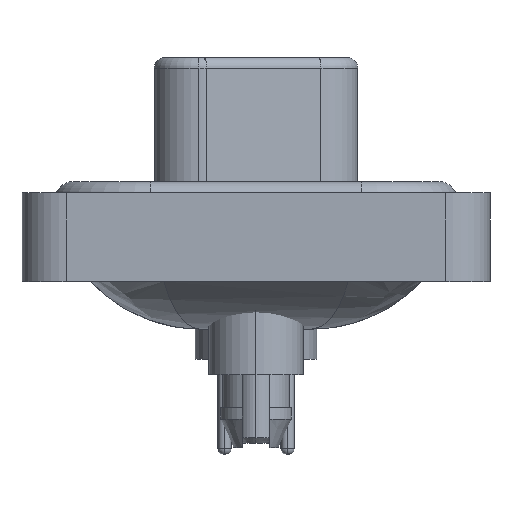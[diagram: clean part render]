
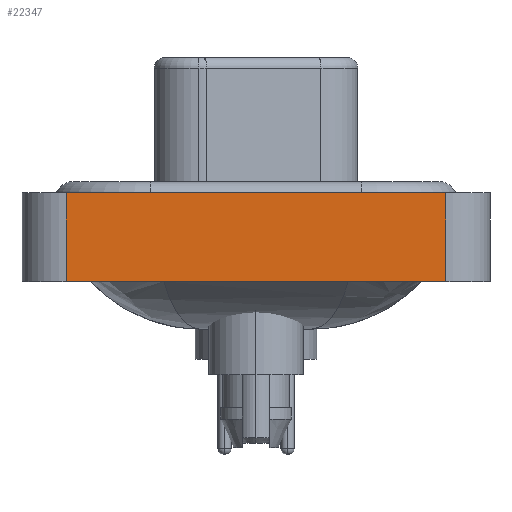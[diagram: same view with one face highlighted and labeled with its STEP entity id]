
A CAD part, left-side view. The second image highlights one B-rep face of the part: STEP entity #22347.
In plain terms, the highlighted planar face has unit normal (-1, 0, 0).
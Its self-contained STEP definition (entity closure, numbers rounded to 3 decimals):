
#1422 = AXIS2_PLACEMENT_3D ( 'NONE', #13217, #18908, #7898 ) ;
#1663 = CARTESIAN_POINT ( 'NONE',  ( -7.35, -8.55, -3.6 ) ) ;
#2289 = CARTESIAN_POINT ( 'NONE',  ( -7.35, 8.55, 0.4 ) ) ;
#2627 = VERTEX_POINT ( 'NONE', #12622 ) ;
#3958 = DIRECTION ( 'NONE',  ( 0., -1., 0. ) ) ;
#4038 = PLANE ( 'NONE',  #1422 ) ;
#4283 = FACE_OUTER_BOUND ( 'NONE', #4824, .T. ) ;
#4315 = LINE ( 'NONE', #13618, #13995 ) ;
#4675 = EDGE_CURVE ( 'NONE', #10903, #17243, #4315, .T. ) ;
#4824 = EDGE_LOOP ( 'NONE', ( #8023, #14028, #15945, #10837 ) ) ;
#5487 = DIRECTION ( 'NONE',  ( 0., 0., 1. ) ) ;
#7259 = EDGE_CURVE ( 'NONE', #16684, #2627, #10839, .T. ) ;
#7898 = DIRECTION ( 'NONE',  ( 0., 0., 1. ) ) ;
#8023 = ORIENTED_EDGE ( 'NONE', *, *, #17001, .T. ) ;
#9223 = CARTESIAN_POINT ( 'NONE',  ( -7.35, -8.55, -3.6 ) ) ;
#9375 = VECTOR ( 'NONE', #9487, 1000. ) ;
#9487 = DIRECTION ( 'NONE',  ( 0., 0., 1. ) ) ;
#10837 = ORIENTED_EDGE ( 'NONE', *, *, #7259, .T. ) ;
#10839 = LINE ( 'NONE', #1663, #15659 ) ;
#10903 = VERTEX_POINT ( 'NONE', #2289 ) ;
#12622 = CARTESIAN_POINT ( 'NONE',  ( -7.35, -8.55, -3.6 ) ) ;
#13217 = CARTESIAN_POINT ( 'NONE',  ( -7.35, -8.55, -3.6 ) ) ;
#13618 = CARTESIAN_POINT ( 'NONE',  ( -7.35, -8.55, 0.4 ) ) ;
#13722 = LINE ( 'NONE', #9223, #15873 ) ;
#13995 = VECTOR ( 'NONE', #19168, 1000. ) ;
#14028 = ORIENTED_EDGE ( 'NONE', *, *, #4675, .F. ) ;
#15659 = VECTOR ( 'NONE', #3958, 1000. ) ;
#15873 = VECTOR ( 'NONE', #5487, 1000. ) ;
#15945 = ORIENTED_EDGE ( 'NONE', *, *, #20353, .F. ) ;
#16393 = LINE ( 'NONE', #23881, #9375 ) ;
#16684 = VERTEX_POINT ( 'NONE', #22186 ) ;
#17001 = EDGE_CURVE ( 'NONE', #2627, #17243, #13722, .T. ) ;
#17243 = VERTEX_POINT ( 'NONE', #20942 ) ;
#18908 = DIRECTION ( 'NONE',  ( -1., 0., 0. ) ) ;
#19168 = DIRECTION ( 'NONE',  ( 0., -1., 0. ) ) ;
#20353 = EDGE_CURVE ( 'NONE', #16684, #10903, #16393, .T. ) ;
#20942 = CARTESIAN_POINT ( 'NONE',  ( -7.35, -8.55, 0.4 ) ) ;
#22186 = CARTESIAN_POINT ( 'NONE',  ( -7.35, 8.55, -3.6 ) ) ;
#22347 = ADVANCED_FACE ( 'NONE', ( #4283 ), #4038, .T. ) ;
#23881 = CARTESIAN_POINT ( 'NONE',  ( -7.35, 8.55, -3.6 ) ) ;
